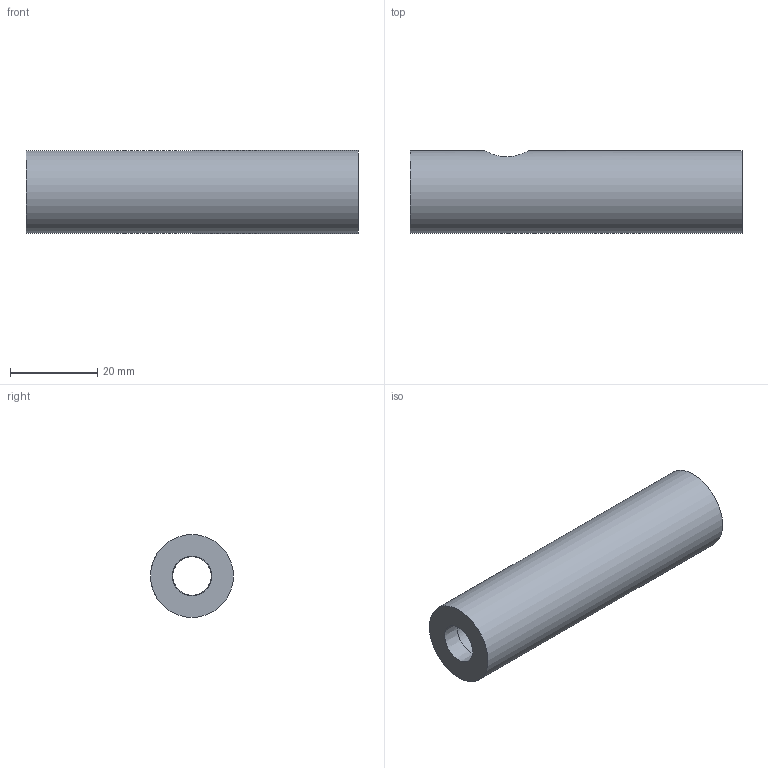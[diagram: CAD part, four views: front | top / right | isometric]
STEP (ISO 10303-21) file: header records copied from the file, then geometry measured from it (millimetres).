
FILE_DESCRIPTION((''),'2;1');
FILE_NAME('800001-800003.stp','2008-07-28T14:54:50',('Dan Preston'),(''),'Autodesk Inventor 2009','Autodesk Inventor 2009','');
FILE_SCHEMA(('AUTOMOTIVE_DESIGN { 1 0 10303 214 1 1 1 1 }'));
Length unit declared in the file: inch
Products named in the file (1): 900669 for web
Bounding box: 76.2 x 19.05 x 19.05 mm (x, y, z)
Volume: 16137.1 mm3; surface area: 7225.8 mm2
Topology: 1 solids, 1 shells, 11 faces, 27 edges, 16 vertices
Faces by surface type: plane 4, cone 4, cylinder 3
Full cylindrical faces by diameter (mm): 8.853 x1, 11.113 x1, 19.05 x1
Entity records: 374 total; most frequent: CARTESIAN_POINT 111, DIRECTION 46, ORIENTED_EDGE 32, AXIS2_PLACEMENT_3D 22, EDGE_LOOP 22, EDGE_CURVE 16, VERTEX_POINT 14, FACE_OUTER_BOUND 11
